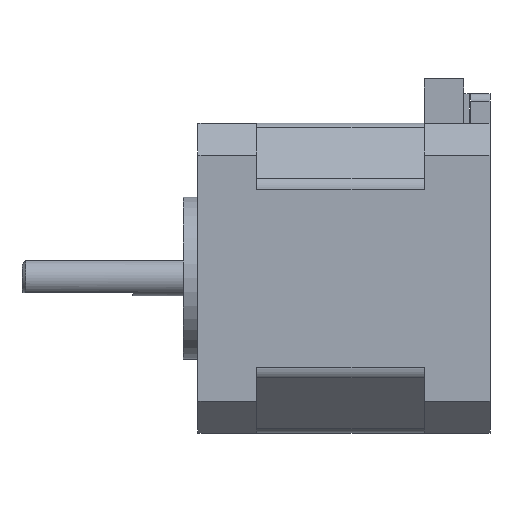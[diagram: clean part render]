
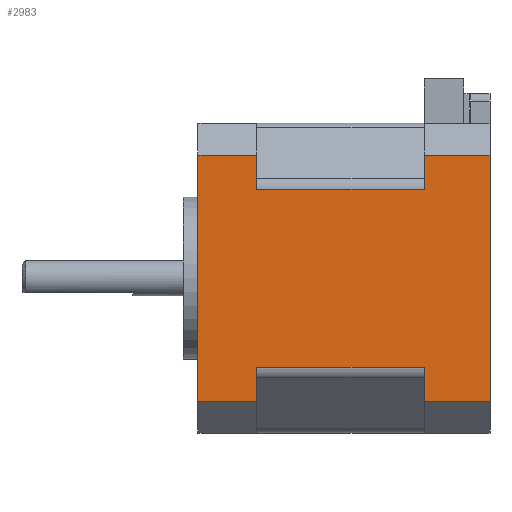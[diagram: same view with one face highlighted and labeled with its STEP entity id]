
A CAD part, left-side view. The second image highlights one B-rep face of the part: STEP entity #2983.
In plain terms, the highlighted planar face has unit normal (-1, 0, 0).
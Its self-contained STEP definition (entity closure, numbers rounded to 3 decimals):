
#41 = ORIENTED_EDGE ( 'NONE', *, *, #3289, .T. ) ;
#58 = DIRECTION ( 'NONE',  ( 0., -1., 0. ) ) ;
#67 = VERTEX_POINT ( 'NONE', #2527 ) ;
#120 = ORIENTED_EDGE ( 'NONE', *, *, #1455, .F. ) ;
#140 = CARTESIAN_POINT ( 'NONE',  ( -20.95, 39.5, 16.65 ) ) ;
#271 = ORIENTED_EDGE ( 'NONE', *, *, #1618, .T. ) ;
#291 = CARTESIAN_POINT ( 'NONE',  ( -20.95, 0., 16.65 ) ) ;
#484 = VECTOR ( 'NONE', #2603, 1000. ) ;
#496 = EDGE_CURVE ( 'NONE', #2915, #1101, #3225, .T. ) ;
#519 = EDGE_LOOP ( 'NONE', ( #1596, #1499, #41, #1468, #699, #3774, #1289, #1871, #2691, #120, #271, #544 ) ) ;
#544 = ORIENTED_EDGE ( 'NONE', *, *, #1103, .T. ) ;
#552 = LINE ( 'NONE', #2909, #2516 ) ;
#553 = LINE ( 'NONE', #2655, #3698 ) ;
#581 = CARTESIAN_POINT ( 'NONE',  ( -20.95, 8.9, 16.65 ) ) ;
#589 = LINE ( 'NONE', #3236, #2522 ) ;
#605 = DIRECTION ( 'NONE',  ( 0., 0., 1. ) ) ;
#699 = ORIENTED_EDGE ( 'NONE', *, *, #496, .F. ) ;
#761 = CARTESIAN_POINT ( 'NONE',  ( -20.95, 39.5, -16.65 ) ) ;
#847 = VERTEX_POINT ( 'NONE', #1592 ) ;
#851 = DIRECTION ( 'NONE',  ( 0., -1., 0. ) ) ;
#897 = EDGE_CURVE ( 'NONE', #3844, #1465, #2828, .T. ) ;
#920 = CARTESIAN_POINT ( 'NONE',  ( -20.95, 31.55, 16.65 ) ) ;
#931 = VERTEX_POINT ( 'NONE', #1947 ) ;
#957 = DIRECTION ( 'NONE',  ( 0., 0., 1. ) ) ;
#958 = VECTOR ( 'NONE', #3655, 1000. ) ;
#973 = CARTESIAN_POINT ( 'NONE',  ( -20.95, 8.9, -16.65 ) ) ;
#1025 = VECTOR ( 'NONE', #58, 1000. ) ;
#1052 = EDGE_CURVE ( 'NONE', #931, #2915, #589, .T. ) ;
#1101 = VERTEX_POINT ( 'NONE', #291 ) ;
#1103 = EDGE_CURVE ( 'NONE', #3467, #3383, #3287, .T. ) ;
#1124 = CARTESIAN_POINT ( 'NONE',  ( -20.95, 8.9, -12.022 ) ) ;
#1156 = FACE_OUTER_BOUND ( 'NONE', #519, .T. ) ;
#1235 = VECTOR ( 'NONE', #3011, 1000. ) ;
#1289 = ORIENTED_EDGE ( 'NONE', *, *, #3333, .T. ) ;
#1323 = VERTEX_POINT ( 'NONE', #3731 ) ;
#1326 = LINE ( 'NONE', #761, #2838 ) ;
#1345 = CARTESIAN_POINT ( 'NONE',  ( -20.95, 31.55, 16.65 ) ) ;
#1455 = EDGE_CURVE ( 'NONE', #847, #3844, #1745, .T. ) ;
#1457 = DIRECTION ( 'NONE',  ( 0., 1., 0. ) ) ;
#1465 = VERTEX_POINT ( 'NONE', #2443 ) ;
#1468 = ORIENTED_EDGE ( 'NONE', *, *, #2075, .T. ) ;
#1499 = ORIENTED_EDGE ( 'NONE', *, *, #3710, .F. ) ;
#1500 = DIRECTION ( 'NONE',  ( 0., 0., 1. ) ) ;
#1523 = CARTESIAN_POINT ( 'NONE',  ( -20.95, 8.9, -12.022 ) ) ;
#1587 = VECTOR ( 'NONE', #957, 1000. ) ;
#1592 = CARTESIAN_POINT ( 'NONE',  ( -20.95, 39.5, -16.65 ) ) ;
#1596 = ORIENTED_EDGE ( 'NONE', *, *, #2538, .T. ) ;
#1618 = EDGE_CURVE ( 'NONE', #847, #3467, #1326, .T. ) ;
#1745 = LINE ( 'NONE', #3622, #1587 ) ;
#1801 = VECTOR ( 'NONE', #2301, 1000. ) ;
#1820 = VECTOR ( 'NONE', #605, 1000. ) ;
#1841 = DIRECTION ( 'NONE',  ( 0., 0., -1. ) ) ;
#1871 = ORIENTED_EDGE ( 'NONE', *, *, #1980, .T. ) ;
#1947 = CARTESIAN_POINT ( 'NONE',  ( -20.95, 8.9, 12.022 ) ) ;
#1980 = EDGE_CURVE ( 'NONE', #1323, #1465, #3691, .T. ) ;
#2007 = AXIS2_PLACEMENT_3D ( 'NONE', #973, #3693, #1841 ) ;
#2049 = CARTESIAN_POINT ( 'NONE',  ( -20.95, 8.9, 16.65 ) ) ;
#2075 = EDGE_CURVE ( 'NONE', #3278, #1101, #552, .T. ) ;
#2076 = LINE ( 'NONE', #3625, #1235 ) ;
#2228 = VERTEX_POINT ( 'NONE', #1523 ) ;
#2287 = DIRECTION ( 'NONE',  ( 0., 0., 1. ) ) ;
#2301 = DIRECTION ( 'NONE',  ( 0., -1., 0. ) ) ;
#2358 = LINE ( 'NONE', #3888, #3198 ) ;
#2443 = CARTESIAN_POINT ( 'NONE',  ( -20.95, 31.55, 16.65 ) ) ;
#2447 = CARTESIAN_POINT ( 'NONE',  ( -20.95, 39.5, 16.65 ) ) ;
#2516 = VECTOR ( 'NONE', #2287, 1000. ) ;
#2522 = VECTOR ( 'NONE', #1500, 1000. ) ;
#2527 = CARTESIAN_POINT ( 'NONE',  ( -20.95, 8.9, -16.65 ) ) ;
#2538 = EDGE_CURVE ( 'NONE', #3383, #2228, #3798, .T. ) ;
#2603 = DIRECTION ( 'NONE',  ( 0., -1., 0. ) ) ;
#2655 = CARTESIAN_POINT ( 'NONE',  ( -20.95, 8.9, 12.022 ) ) ;
#2691 = ORIENTED_EDGE ( 'NONE', *, *, #897, .F. ) ;
#2784 = DIRECTION ( 'NONE',  ( 0., -1., 0. ) ) ;
#2828 = LINE ( 'NONE', #140, #1025 ) ;
#2838 = VECTOR ( 'NONE', #2784, 1000. ) ;
#2909 = CARTESIAN_POINT ( 'NONE',  ( -20.95, 0., -16.65 ) ) ;
#2915 = VERTEX_POINT ( 'NONE', #581 ) ;
#2948 = CARTESIAN_POINT ( 'NONE',  ( -20.95, 0., -16.65 ) ) ;
#2983 = ADVANCED_FACE ( 'NONE', ( #1156 ), #3656, .F. ) ;
#3011 = DIRECTION ( 'NONE',  ( 0., 0., 1. ) ) ;
#3198 = VECTOR ( 'NONE', #851, 1000. ) ;
#3225 = LINE ( 'NONE', #2049, #484 ) ;
#3236 = CARTESIAN_POINT ( 'NONE',  ( -20.95, 8.9, -16.65 ) ) ;
#3260 = CARTESIAN_POINT ( 'NONE',  ( -20.95, 31.55, -12.022 ) ) ;
#3278 = VERTEX_POINT ( 'NONE', #2948 ) ;
#3287 = LINE ( 'NONE', #920, #1820 ) ;
#3289 = EDGE_CURVE ( 'NONE', #67, #3278, #2358, .T. ) ;
#3333 = EDGE_CURVE ( 'NONE', #931, #1323, #553, .T. ) ;
#3383 = VERTEX_POINT ( 'NONE', #3260 ) ;
#3467 = VERTEX_POINT ( 'NONE', #3668 ) ;
#3622 = CARTESIAN_POINT ( 'NONE',  ( -20.95, 39.5, 16.65 ) ) ;
#3625 = CARTESIAN_POINT ( 'NONE',  ( -20.95, 8.9, -16.65 ) ) ;
#3655 = DIRECTION ( 'NONE',  ( 0., 0., 1. ) ) ;
#3656 = PLANE ( 'NONE',  #2007 ) ;
#3668 = CARTESIAN_POINT ( 'NONE',  ( -20.95, 31.55, -16.65 ) ) ;
#3691 = LINE ( 'NONE', #1345, #958 ) ;
#3693 = DIRECTION ( 'NONE',  ( 1., 0., 0. ) ) ;
#3698 = VECTOR ( 'NONE', #1457, 1000. ) ;
#3710 = EDGE_CURVE ( 'NONE', #67, #2228, #2076, .T. ) ;
#3731 = CARTESIAN_POINT ( 'NONE',  ( -20.95, 31.55, 12.022 ) ) ;
#3774 = ORIENTED_EDGE ( 'NONE', *, *, #1052, .F. ) ;
#3798 = LINE ( 'NONE', #1124, #1801 ) ;
#3844 = VERTEX_POINT ( 'NONE', #2447 ) ;
#3888 = CARTESIAN_POINT ( 'NONE',  ( -20.95, 8.9, -16.65 ) ) ;
